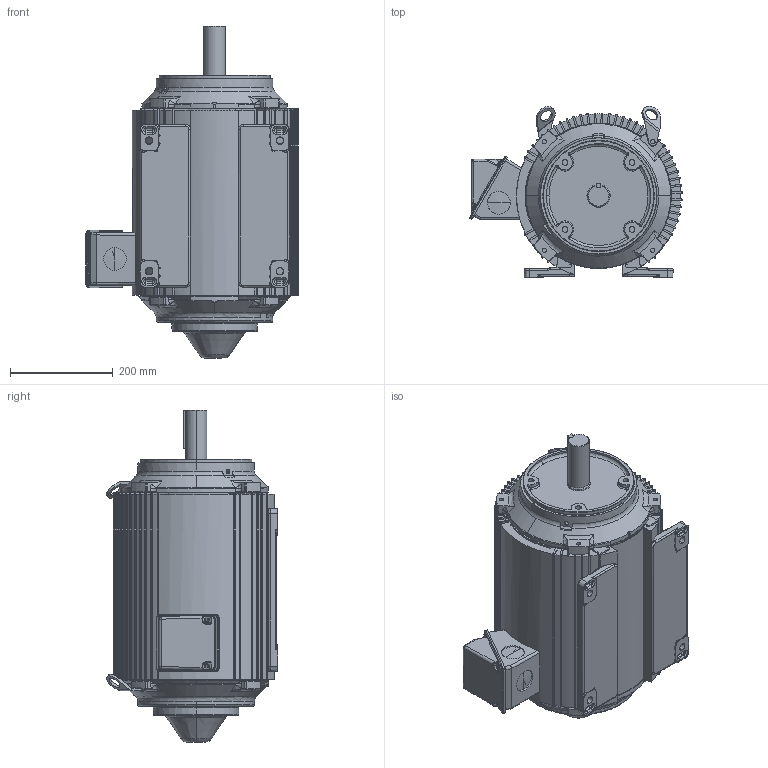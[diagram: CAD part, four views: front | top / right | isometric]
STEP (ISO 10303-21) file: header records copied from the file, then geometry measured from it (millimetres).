
FILE_DESCRIPTION (( 'STEP AP214' ), '1' );
FILE_NAME ('UN10T3BC.STEP', '2024-08-13T12:29:00', ( '' ), ( '' ), 'SwSTEP 2.0', 'SolidWorks 2021', '' );
FILE_SCHEMA (( 'AUTOMOTIVE_DESIGN' ));
Length unit declared in the file: inch
Products named in the file (1): UN10T3BC
Bounding box: 412.73 x 332.54 x 645.34 mm (x, y, z)
Volume: 35453272.2 mm3; surface area: 1134311.1 mm2
Topology: 4 solids, 37 shells, 2374 faces, 6139 edges, 3832 vertices
Faces by surface type: cylinder 807, plane 508, bspline 468, cone 264, torus 180, sphere 147
Entity records: 109537 total; most frequent: CARTESIAN_POINT 56488, ORIENTED_EDGE 12174, DIRECTION 9820, EDGE_CURVE 6087, AXIS2_PLACEMENT_3D 3892, VERTEX_POINT 3832, EDGE_LOOP 2465, FACE_OUTER_BOUND 2374
